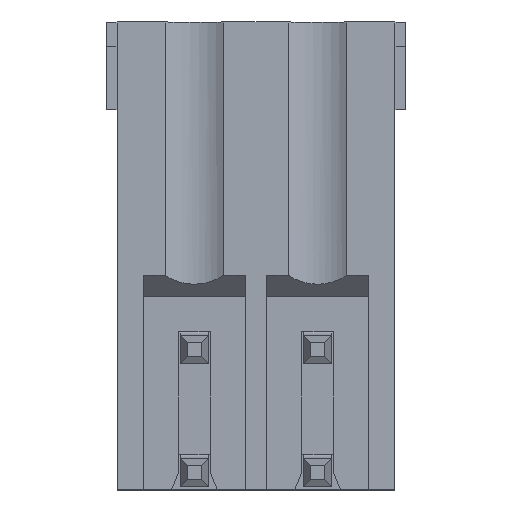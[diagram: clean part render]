
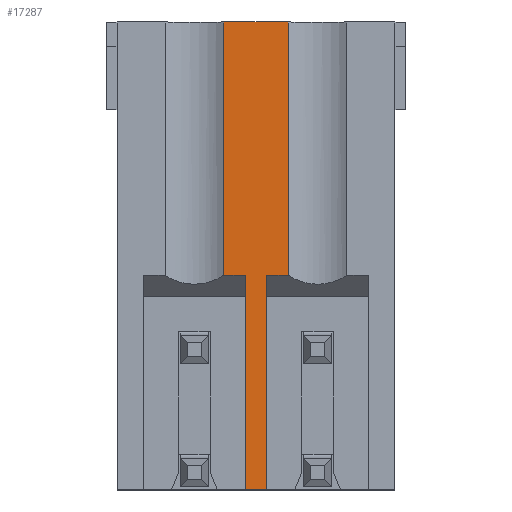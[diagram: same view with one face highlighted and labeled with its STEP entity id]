
A CAD part, front view. The second image highlights one B-rep face of the part: STEP entity #17287.
In plain terms, the highlighted planar face has unit normal (0, -1, 0).
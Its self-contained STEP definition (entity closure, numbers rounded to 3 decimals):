
#231 = CARTESIAN_POINT ( 'NONE',  ( 0.829, -9.6, 6.098 ) ) ;
#528 = VECTOR ( 'NONE', #6198, 1000. ) ;
#1040 = VECTOR ( 'NONE', #17019, 1000. ) ;
#1148 = VERTEX_POINT ( 'NONE', #15933 ) ;
#1347 = EDGE_CURVE ( 'NONE', #11725, #17057, #14243, .T. ) ;
#1991 = EDGE_CURVE ( 'NONE', #1148, #9553, #8989, .T. ) ;
#2464 = ORIENTED_EDGE ( 'NONE', *, *, #3407, .F. ) ;
#2601 = EDGE_LOOP ( 'NONE', ( #2819, #8701, #2464, #12157, #3831, #9715, #8736, #6418 ) ) ;
#2819 = ORIENTED_EDGE ( 'NONE', *, *, #4248, .T. ) ;
#3073 = DIRECTION ( 'NONE',  ( 0., 0., 1. ) ) ;
#3349 = VECTOR ( 'NONE', #15408, 1000. ) ;
#3407 = EDGE_CURVE ( 'NONE', #1148, #14570, #15492, .T. ) ;
#3462 = CARTESIAN_POINT ( 'NONE',  ( 2.671, -9.6, 6.098 ) ) ;
#3831 = ORIENTED_EDGE ( 'NONE', *, *, #15263, .T. ) ;
#4248 = EDGE_CURVE ( 'NONE', #17057, #13962, #6546, .T. ) ;
#4572 = PLANE ( 'NONE',  #8130 ) ;
#5257 = CARTESIAN_POINT ( 'NONE',  ( 1.45, -9.6, 6.098 ) ) ;
#5810 = VERTEX_POINT ( 'NONE', #17352 ) ;
#5867 = VECTOR ( 'NONE', #13004, 1000. ) ;
#6068 = CARTESIAN_POINT ( 'NONE',  ( 2.05, -9.6, 6.098 ) ) ;
#6198 = DIRECTION ( 'NONE',  ( -1., 0., 0. ) ) ;
#6418 = ORIENTED_EDGE ( 'NONE', *, *, #1347, .T. ) ;
#6546 = LINE ( 'NONE', #14550, #7082 ) ;
#7082 = VECTOR ( 'NONE', #10660, 1000. ) ;
#7090 = EDGE_CURVE ( 'NONE', #14570, #13962, #10107, .T. ) ;
#7592 = CARTESIAN_POINT ( 'NONE',  ( 2.671, -9.6, 13.298 ) ) ;
#8130 = AXIS2_PLACEMENT_3D ( 'NONE', #9926, #12291, #11151 ) ;
#8262 = LINE ( 'NONE', #231, #13488 ) ;
#8701 = ORIENTED_EDGE ( 'NONE', *, *, #7090, .F. ) ;
#8736 = ORIENTED_EDGE ( 'NONE', *, *, #17297, .T. ) ;
#8989 = LINE ( 'NONE', #3462, #1040 ) ;
#9553 = VERTEX_POINT ( 'NONE', #13998 ) ;
#9715 = ORIENTED_EDGE ( 'NONE', *, *, #17255, .F. ) ;
#9744 = CARTESIAN_POINT ( 'NONE',  ( 0.829, -9.6, 6.098 ) ) ;
#9926 = CARTESIAN_POINT ( 'NONE',  ( -1.75, -9.6, 13.298 ) ) ;
#10087 = CARTESIAN_POINT ( 'NONE',  ( 1.45, -9.6, 6.098 ) ) ;
#10107 = LINE ( 'NONE', #6068, #3349 ) ;
#10660 = DIRECTION ( 'NONE',  ( 1., 0., 0. ) ) ;
#10988 = FACE_OUTER_BOUND ( 'NONE', #2601, .T. ) ;
#11151 = DIRECTION ( 'NONE',  ( 0., 0., -1. ) ) ;
#11372 = LINE ( 'NONE', #7592, #528 ) ;
#11536 = VECTOR ( 'NONE', #17058, 1000. ) ;
#11725 = VERTEX_POINT ( 'NONE', #5257 ) ;
#12157 = ORIENTED_EDGE ( 'NONE', *, *, #1991, .T. ) ;
#12291 = DIRECTION ( 'NONE',  ( 0., -1., 0. ) ) ;
#12831 = DIRECTION ( 'NONE',  ( 1., 0., 0. ) ) ;
#13004 = DIRECTION ( 'NONE',  ( 0., 0., -1. ) ) ;
#13488 = VECTOR ( 'NONE', #12831, 1000. ) ;
#13573 = CARTESIAN_POINT ( 'NONE',  ( 0.829, -9.6, 6.098 ) ) ;
#13962 = VERTEX_POINT ( 'NONE', #15892 ) ;
#13998 = CARTESIAN_POINT ( 'NONE',  ( 2.671, -9.6, 13.298 ) ) ;
#14077 = CARTESIAN_POINT ( 'NONE',  ( 2.671, -9.6, 6.098 ) ) ;
#14243 = LINE ( 'NONE', #10087, #5867 ) ;
#14550 = CARTESIAN_POINT ( 'NONE',  ( 1.45, -9.6, -0.002 ) ) ;
#14570 = VERTEX_POINT ( 'NONE', #15524 ) ;
#15263 = EDGE_CURVE ( 'NONE', #9553, #5810, #11372, .T. ) ;
#15408 = DIRECTION ( 'NONE',  ( 0., 0., -1. ) ) ;
#15492 = LINE ( 'NONE', #14077, #11536 ) ;
#15524 = CARTESIAN_POINT ( 'NONE',  ( 2.05, -9.6, 6.098 ) ) ;
#15892 = CARTESIAN_POINT ( 'NONE',  ( 2.05, -9.6, -0.002 ) ) ;
#15933 = CARTESIAN_POINT ( 'NONE',  ( 2.671, -9.6, 6.098 ) ) ;
#16461 = LINE ( 'NONE', #9744, #16577 ) ;
#16577 = VECTOR ( 'NONE', #3073, 1000. ) ;
#17019 = DIRECTION ( 'NONE',  ( 0., 0., 1. ) ) ;
#17057 = VERTEX_POINT ( 'NONE', #17089 ) ;
#17058 = DIRECTION ( 'NONE',  ( -1., 0., 0. ) ) ;
#17089 = CARTESIAN_POINT ( 'NONE',  ( 1.45, -9.6, -0.002 ) ) ;
#17155 = VERTEX_POINT ( 'NONE', #13573 ) ;
#17255 = EDGE_CURVE ( 'NONE', #17155, #5810, #16461, .T. ) ;
#17287 = ADVANCED_FACE ( 'NONE', ( #10988 ), #4572, .T. ) ;
#17297 = EDGE_CURVE ( 'NONE', #17155, #11725, #8262, .T. ) ;
#17352 = CARTESIAN_POINT ( 'NONE',  ( 0.829, -9.6, 13.298 ) ) ;
